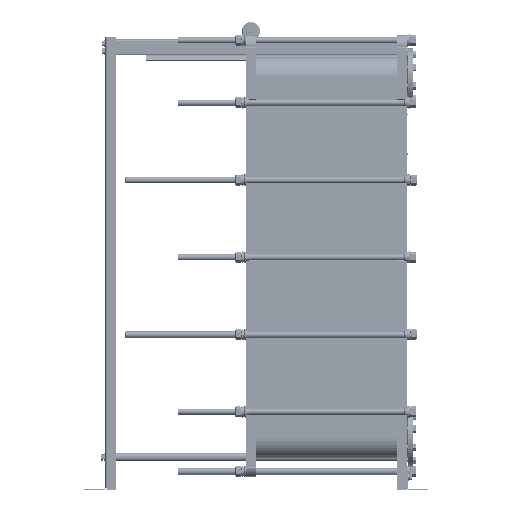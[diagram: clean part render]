
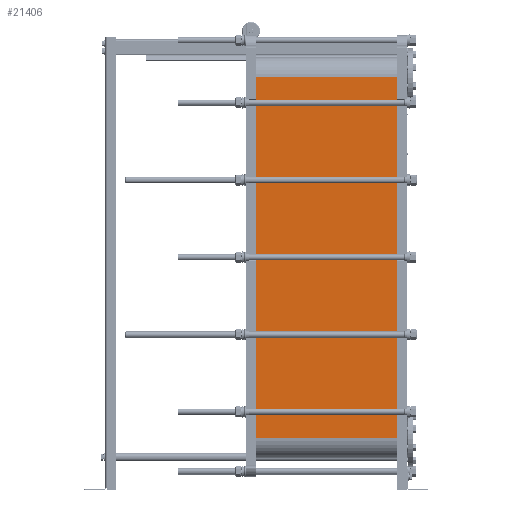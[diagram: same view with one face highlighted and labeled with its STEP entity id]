
A CAD part, front view. The second image highlights one B-rep face of the part: STEP entity #21406.
In plain terms, the highlighted planar face has unit normal (0, -1, 0).
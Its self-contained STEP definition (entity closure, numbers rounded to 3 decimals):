
#21348=CARTESIAN_POINT('',(0.,0.,1439.5));
#21349=VERTEX_POINT('',#21348);
#21357=CARTESIAN_POINT('',(534.,0.,1439.5));
#21358=VERTEX_POINT('',#21357);
#21359=CARTESIAN_POINT('',(534.,0.,1439.5));
#21360=DIRECTION('',(-1.,0.,0.));
#21361=VECTOR('',#21360,534.);
#21362=LINE('',#21359,#21361);
#21363=EDGE_CURVE('',#21358,#21349,#21362,.T.);
#21376=CARTESIAN_POINT('',(534.,0.,77.5));
#21377=DIRECTION('',(0.,1.,0.));
#21378=DIRECTION('',(0.,0.,1.));
#21379=AXIS2_PLACEMENT_3D('',#21376,#21377,#21378);
#21380=PLANE('',#21379);
#21381=CARTESIAN_POINT('',(0.,0.,77.5));
#21382=VERTEX_POINT('',#21381);
#21383=CARTESIAN_POINT('',(0.,0.,1439.5));
#21384=DIRECTION('',(0.,0.,-1.));
#21385=VECTOR('',#21384,1362.);
#21386=LINE('',#21383,#21385);
#21387=EDGE_CURVE('',#21349,#21382,#21386,.T.);
#21388=ORIENTED_EDGE('',*,*,#21387,.T.);
#21389=CARTESIAN_POINT('',(534.,0.,77.5));
#21390=VERTEX_POINT('',#21389);
#21391=CARTESIAN_POINT('',(534.,0.,77.5));
#21392=DIRECTION('',(-1.,0.,0.));
#21393=VECTOR('',#21392,534.);
#21394=LINE('',#21391,#21393);
#21395=EDGE_CURVE('',#21390,#21382,#21394,.T.);
#21396=ORIENTED_EDGE('',*,*,#21395,.F.);
#21397=CARTESIAN_POINT('',(534.,0.,1439.5));
#21398=DIRECTION('',(0.,0.,-1.));
#21399=VECTOR('',#21398,1362.);
#21400=LINE('',#21397,#21399);
#21401=EDGE_CURVE('',#21358,#21390,#21400,.T.);
#21402=ORIENTED_EDGE('',*,*,#21401,.F.);
#21403=ORIENTED_EDGE('',*,*,#21363,.T.);
#21404=EDGE_LOOP('',(#21388,#21396,#21402,#21403));
#21405=FACE_BOUND('',#21404,.T.);
#21406=ADVANCED_FACE('',(#21405),#21380,.F.);
